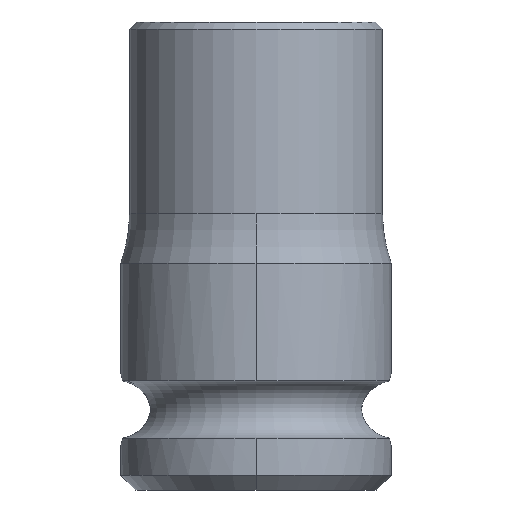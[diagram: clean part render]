
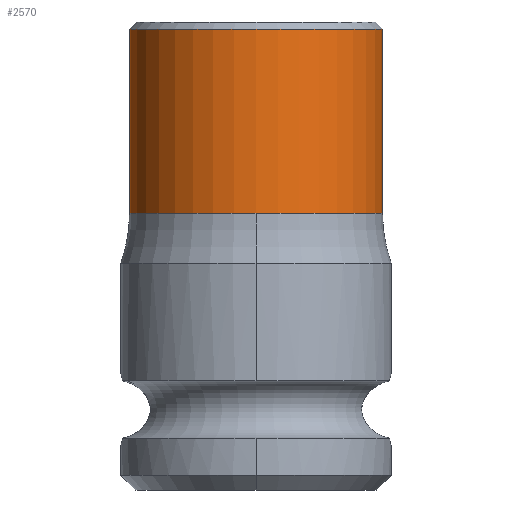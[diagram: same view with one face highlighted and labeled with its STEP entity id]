
A CAD part, left-side view. The second image highlights one B-rep face of the part: STEP entity #2570.
In plain terms, the highlighted cylindrical face has radius 8.65 mm (diameter 17.3 mm), a partial arc.
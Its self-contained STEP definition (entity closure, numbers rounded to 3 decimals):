
#449=DIRECTION('',(0.,0.,1.));
#450=VECTOR('',#449,12.588);
#451=CARTESIAN_POINT('',(0.,8.65,18.912));
#452=LINE('',#451,#450);
#453=DIRECTION('',(0.,0.,1.));
#454=VECTOR('',#453,12.588);
#455=CARTESIAN_POINT('',(0.,-8.65,18.912));
#456=LINE('',#455,#454);
#1139=CARTESIAN_POINT('',(0.,0.,31.5));
#1140=DIRECTION('',(0.,0.,1.));
#1141=DIRECTION('',(0.,1.,0.));
#1142=AXIS2_PLACEMENT_3D('',#1139,#1140,#1141);
#1144=CARTESIAN_POINT('',(0.,0.,18.912));
#1145=DIRECTION('',(0.,0.,1.));
#1146=DIRECTION('',(-1.,0.,0.));
#1147=AXIS2_PLACEMENT_3D('',#1144,#1145,#1146);
#1149=CARTESIAN_POINT('',(0.,0.,18.912));
#1150=DIRECTION('',(0.,0.,1.));
#1151=DIRECTION('',(0.,1.,0.));
#1152=AXIS2_PLACEMENT_3D('',#1149,#1150,#1151);
#1256=CARTESIAN_POINT('',(0.,8.65,18.912));
#1257=CARTESIAN_POINT('',(-8.65,0.,18.912));
#1258=VERTEX_POINT('',#1256);
#1259=VERTEX_POINT('',#1257);
#1260=CARTESIAN_POINT('',(0.,-8.65,18.912));
#1261=VERTEX_POINT('',#1260);
#1274=CARTESIAN_POINT('',(0.,-8.65,31.5));
#1275=CARTESIAN_POINT('',(0.,8.65,31.5));
#1276=VERTEX_POINT('',#1274);
#1277=VERTEX_POINT('',#1275);
#2557=CARTESIAN_POINT('',(0.,0.,14.675));
#2558=DIRECTION('',(0.,0.,1.));
#2559=DIRECTION('',(0.,1.,0.));
#2560=AXIS2_PLACEMENT_3D('',#2557,#2558,#2559);
#2561=CYLINDRICAL_SURFACE('',#2560,8.65);
#2562=ORIENTED_EDGE('',*,*,#2551,.T.);
#2563=ORIENTED_EDGE('',*,*,#1665,.F.);
#2564=ORIENTED_EDGE('',*,*,#1650,.F.);
#2566=ORIENTED_EDGE('',*,*,#2565,.F.);
#2567=ORIENTED_EDGE('',*,*,#1662,.T.);
#2568=EDGE_LOOP('',(#2562,#2563,#2564,#2566,#2567));
#2569=FACE_OUTER_BOUND('',#2568,.F.);
#2570=ADVANCED_FACE('',(#2569),#2561,.T.);
#1143=CIRCLE('',#1142,8.65);
#1148=CIRCLE('',#1147,8.65);
#1153=CIRCLE('',#1152,8.65);
#1650=EDGE_CURVE('',#1259,#1261,#1148,.T.);
#1662=EDGE_CURVE('',#1258,#1277,#452,.T.);
#1665=EDGE_CURVE('',#1261,#1276,#456,.T.);
#2551=EDGE_CURVE('',#1277,#1276,#1143,.T.);
#2565=EDGE_CURVE('',#1258,#1259,#1153,.T.);
